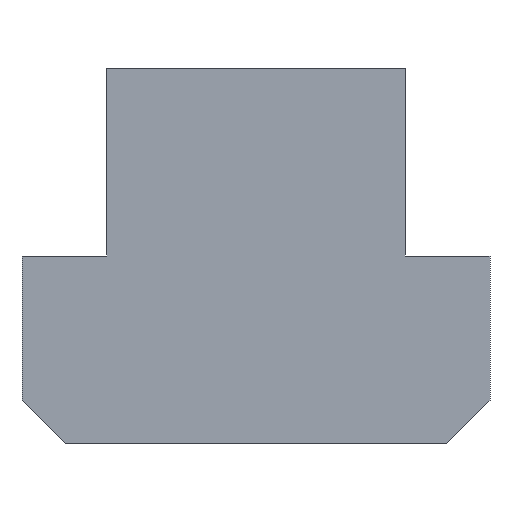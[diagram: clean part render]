
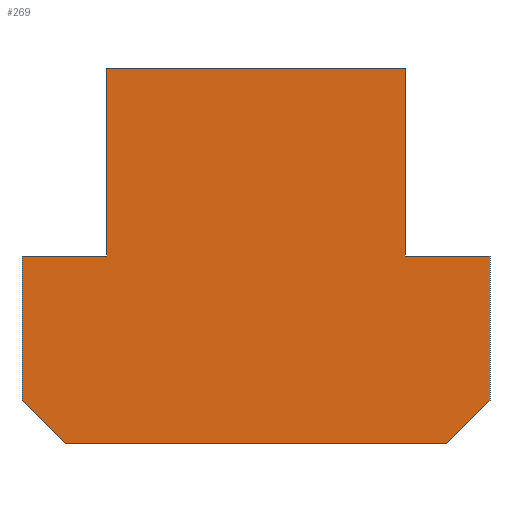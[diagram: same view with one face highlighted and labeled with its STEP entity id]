
A CAD part, front view. The second image highlights one B-rep face of the part: STEP entity #269.
In plain terms, the highlighted planar face has unit normal (0, -1, 0).
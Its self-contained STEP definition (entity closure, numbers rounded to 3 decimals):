
#113=VERTEX_POINT('',#295);
#131=EDGE_CURVE('',#245,#113,#314,.T.);
#141=EDGE_CURVE('',#225,#153,#326,.T.);
#153=VERTEX_POINT('',#341);
#171=EDGE_CURVE('',#215,#245,#360,.T.);
#179=EDGE_CURVE('',#255,#215,#370,.T.);
#185=EDGE_CURVE('',#217,#255,#376,.T.);
#197=EDGE_CURVE('',#227,#217,#390,.T.);
#215=VERTEX_POINT('',#412);
#217=VERTEX_POINT('',#414);
#225=VERTEX_POINT('',#422);
#227=VERTEX_POINT('',#424);
#229=EDGE_CURVE('',#153,#227,#426,.T.);
#245=VERTEX_POINT('',#444);
#247=EDGE_CURVE('',#263,#225,#446,.T.);
#255=VERTEX_POINT('',#454);
#257=VERTEX_POINT('',#456);
#259=EDGE_CURVE('',#257,#263,#458,.T.);
#263=VERTEX_POINT('',#462);
#265=EDGE_CURVE('',#113,#257,#464,.T.);
#269=ADVANCED_FACE('',(#468),#469,.T.);
#295=CARTESIAN_POINT('',(-32.5,-32.5,-20.0));
#314=LINE('',#521,#522);
#326=LINE('',#537,#538);
#341=CARTESIAN_POINT('',(20.75,-32.5,26.0));
#360=LINE('',#582,#583);
#370=LINE('',#594,#595);
#376=LINE('',#604,#605);
#390=LINE('',#619,#620);
#412=CARTESIAN_POINT('',(26.5,-32.5,-26.0));
#414=CARTESIAN_POINT('',(32.5,-32.5,0.0));
#422=CARTESIAN_POINT('',(-20.75,-32.5,26.0));
#424=CARTESIAN_POINT('',(20.75,-32.5,0.0));
#426=LINE('',#667,#668);
#444=CARTESIAN_POINT('',(-26.5,-32.5,-26.0));
#446=LINE('',#695,#696);
#454=CARTESIAN_POINT('',(32.5,-32.5,-20.0));
#456=CARTESIAN_POINT('',(-32.5,-32.5,0.0));
#458=LINE('',#714,#715);
#462=CARTESIAN_POINT('',(-20.75,-32.5,0.0));
#464=LINE('',#724,#725);
#468=FACE_OUTER_BOUND('',#729,.T.);
#469=PLANE('',#730);
#521=CARTESIAN_POINT('',(-32.5,-32.5,-20.0));
#522=VECTOR('',#757,1.0);
#537=CARTESIAN_POINT('',(20.75,-32.5,26.0));
#538=VECTOR('',#775,1.0);
#582=CARTESIAN_POINT('',(-26.5,-32.5,-26.0));
#583=VECTOR('',#809,1.0);
#594=CARTESIAN_POINT('',(26.5,-32.5,-26.0));
#595=VECTOR('',#832,1.0);
#604=CARTESIAN_POINT('',(32.5,-32.5,-20.0));
#605=VECTOR('',#834,1.0);
#619=CARTESIAN_POINT('',(32.5,-32.5,0.0));
#620=VECTOR('',#852,1.0);
#667=CARTESIAN_POINT('',(20.75,-32.5,0.0));
#668=VECTOR('',#889,1.0);
#695=CARTESIAN_POINT('',(-20.75,-32.5,26.0));
#696=VECTOR('',#909,1.0);
#714=CARTESIAN_POINT('',(-20.75,-32.5,0.0));
#715=VECTOR('',#915,1.0);
#724=CARTESIAN_POINT('',(-32.5,-32.5,0.0));
#725=VECTOR('',#917,1.0);
#729=EDGE_LOOP('',(#919,#920,#921,#922,#923,#924,#925,#926,#927,#928));
#730=AXIS2_PLACEMENT_3D('',#929,#930,#931);
#757=DIRECTION('',(-0.707,0.,0.707));
#775=DIRECTION('',(1.0,0.0,0.0));
#809=DIRECTION('',(-1.0,0.0,0.0));
#832=DIRECTION('',(-0.707,0.,-0.707));
#834=DIRECTION('',(0.0,0.,-1.0));
#852=DIRECTION('',(1.0,0.0,0.0));
#889=DIRECTION('',(0.0,0.,-1.0));
#909=DIRECTION('',(0.0,0.,1.0));
#915=DIRECTION('',(1.0,0.0,0.0));
#917=DIRECTION('',(0.0,0.,1.0));
#919=ORIENTED_EDGE('',*,*,#179,.F.);
#920=ORIENTED_EDGE('',*,*,#185,.F.);
#921=ORIENTED_EDGE('',*,*,#197,.F.);
#922=ORIENTED_EDGE('',*,*,#229,.F.);
#923=ORIENTED_EDGE('',*,*,#141,.F.);
#924=ORIENTED_EDGE('',*,*,#247,.F.);
#925=ORIENTED_EDGE('',*,*,#259,.F.);
#926=ORIENTED_EDGE('',*,*,#265,.F.);
#927=ORIENTED_EDGE('',*,*,#131,.F.);
#928=ORIENTED_EDGE('',*,*,#171,.F.);
#929=CARTESIAN_POINT('',(0.0,-32.5,-1.821));
#930=DIRECTION('',(0.0,-1.0,0.));
#931=DIRECTION('',(1.0,0.0,0.0));
